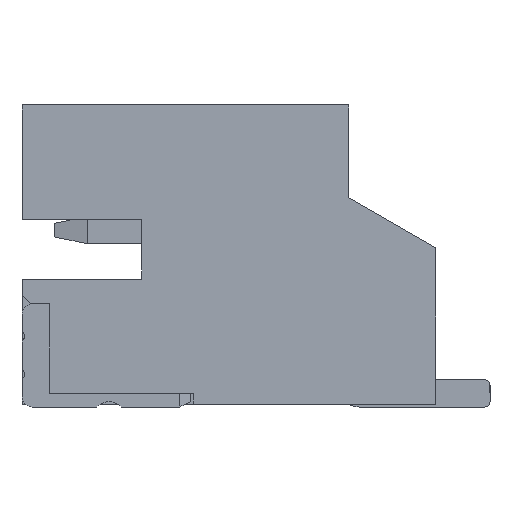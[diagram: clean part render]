
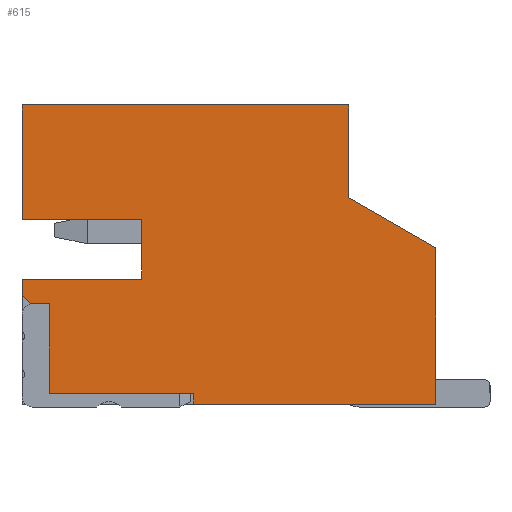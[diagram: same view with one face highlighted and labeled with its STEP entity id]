
A CAD part, left-side view. The second image highlights one B-rep face of the part: STEP entity #615.
In plain terms, the highlighted planar face has unit normal (-1, 0, 0).
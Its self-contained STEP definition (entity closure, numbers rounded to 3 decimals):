
#16 = DIRECTION ( 'NONE',  ( 0., -0.866, -0.5 ) ) ;
#96 = EDGE_CURVE ( 'NONE', #2187, #3096, #14833, .T. ) ;
#115 = LINE ( 'NONE', #9196, #15617 ) ;
#496 = CARTESIAN_POINT ( 'NONE',  ( -15.338, 8.242, 8.166 ) ) ;
#547 = ORIENTED_EDGE ( 'NONE', *, *, #8329, .T. ) ;
#615 = ADVANCED_FACE ( 'NONE', ( #16938 ), #5704, .F. ) ;
#735 = ORIENTED_EDGE ( 'NONE', *, *, #17341, .F. ) ;
#855 = VECTOR ( 'NONE', #2564, 1000. ) ;
#1055 = VECTOR ( 'NONE', #7075, 1000. ) ;
#1090 = VECTOR ( 'NONE', #16017, 1000. ) ;
#1208 = CARTESIAN_POINT ( 'NONE',  ( -15.338, 7.592, 7.816 ) ) ;
#1240 = CARTESIAN_POINT ( 'NONE',  ( -15.338, 7.592, 7.516 ) ) ;
#1608 = DIRECTION ( 'NONE',  ( 0., 0., -1. ) ) ;
#1780 = CARTESIAN_POINT ( 'NONE',  ( -15.338, 7.592, 5.816 ) ) ;
#2037 = LINE ( 'NONE', #8996, #9994 ) ;
#2187 = VERTEX_POINT ( 'NONE', #2671 ) ;
#2215 = CARTESIAN_POINT ( 'NONE',  ( -15.338, 4.442, 5.516 ) ) ;
#2267 = VERTEX_POINT ( 'NONE', #6930 ) ;
#2485 = VERTEX_POINT ( 'NONE', #4837 ) ;
#2564 = DIRECTION ( 'NONE',  ( 0., -1., 0. ) ) ;
#2671 = CARTESIAN_POINT ( 'NONE',  ( -15.338, 5.392, 7.816 ) ) ;
#2682 = VECTOR ( 'NONE', #5298, 1000. ) ;
#2939 = CARTESIAN_POINT ( 'NONE',  ( -15.338, 5.392, 5.716 ) ) ;
#3096 = VERTEX_POINT ( 'NONE', #4705 ) ;
#3125 = ORIENTED_EDGE ( 'NONE', *, *, #3663, .F. ) ;
#3126 = DIRECTION ( 'NONE',  ( 1., 0., 0. ) ) ;
#3226 = EDGE_CURVE ( 'NONE', #2267, #12507, #15127, .T. ) ;
#3424 = DIRECTION ( 'NONE',  ( 0., 1., 0. ) ) ;
#3480 = VERTEX_POINT ( 'NONE', #2215 ) ;
#3530 = ORIENTED_EDGE ( 'NONE', *, *, #8693, .F. ) ;
#3534 = CARTESIAN_POINT ( 'NONE',  ( -15.338, -0.008, 8.392 ) ) ;
#3657 = VERTEX_POINT ( 'NONE', #1208 ) ;
#3663 = EDGE_CURVE ( 'NONE', #3657, #2187, #10908, .T. ) ;
#3709 = DIRECTION ( 'NONE',  ( 0., 0., -1. ) ) ;
#3827 = CARTESIAN_POINT ( 'NONE',  ( -15.338, 5.392, 7.366 ) ) ;
#3909 = VECTOR ( 'NONE', #12007, 1000. ) ;
#4278 = ORIENTED_EDGE ( 'NONE', *, *, #15497, .F. ) ;
#4705 = CARTESIAN_POINT ( 'NONE',  ( -15.338, 5.392, 8.916 ) ) ;
#4837 = CARTESIAN_POINT ( 'NONE',  ( -15.338, 1.592, 9.316 ) ) ;
#4930 = VECTOR ( 'NONE', #3424, 1000. ) ;
#5193 = CARTESIAN_POINT ( 'NONE',  ( -15.338, 1.592, 9.316 ) ) ;
#5298 = DIRECTION ( 'NONE',  ( 0., 0., -1. ) ) ;
#5333 = VERTEX_POINT ( 'NONE', #10078 ) ;
#5365 = ORIENTED_EDGE ( 'NONE', *, *, #14101, .T. ) ;
#5704 = PLANE ( 'NONE',  #6748 ) ;
#6229 = VERTEX_POINT ( 'NONE', #12519 ) ;
#6283 = DIRECTION ( 'NONE',  ( 0., 0., 1. ) ) ;
#6451 = VECTOR ( 'NONE', #16473, 1000. ) ;
#6565 = ORIENTED_EDGE ( 'NONE', *, *, #17244, .F. ) ;
#6662 = CARTESIAN_POINT ( 'NONE',  ( -15.338, 7.592, 11.016 ) ) ;
#6748 = AXIS2_PLACEMENT_3D ( 'NONE', #15052, #3126, #1608 ) ;
#6769 = VECTOR ( 'NONE', #16, 1000. ) ;
#6840 = ORIENTED_EDGE ( 'NONE', *, *, #9243, .F. ) ;
#6930 = CARTESIAN_POINT ( 'NONE',  ( -15.338, 7.592, 11.016 ) ) ;
#7075 = DIRECTION ( 'NONE',  ( 0., -1., 0. ) ) ;
#7579 = ORIENTED_EDGE ( 'NONE', *, *, #13196, .F. ) ;
#8160 = ORIENTED_EDGE ( 'NONE', *, *, #10770, .T. ) ;
#8233 = VERTEX_POINT ( 'NONE', #3534 ) ;
#8329 = EDGE_CURVE ( 'NONE', #16919, #3480, #16897, .T. ) ;
#8348 = EDGE_CURVE ( 'NONE', #5333, #14018, #16491, .T. ) ;
#8634 = VERTEX_POINT ( 'NONE', #8877 ) ;
#8693 = EDGE_CURVE ( 'NONE', #3096, #15268, #2037, .T. ) ;
#8836 = VECTOR ( 'NONE', #8930, 1000. ) ;
#8877 = CARTESIAN_POINT ( 'NONE',  ( -15.338, 7.442, 7.366 ) ) ;
#8930 = DIRECTION ( 'NONE',  ( 0., 0., -1. ) ) ;
#8996 = CARTESIAN_POINT ( 'NONE',  ( -15.338, 5.392, 8.916 ) ) ;
#9031 = CARTESIAN_POINT ( 'NONE',  ( -15.338, 4.442, 11.016 ) ) ;
#9096 = CARTESIAN_POINT ( 'NONE',  ( -15.338, -0.008, 8.392 ) ) ;
#9196 = CARTESIAN_POINT ( 'NONE',  ( -15.338, 7.592, 8.916 ) ) ;
#9243 = EDGE_CURVE ( 'NONE', #12507, #2485, #15420, .T. ) ;
#9325 = EDGE_CURVE ( 'NONE', #8634, #5333, #10168, .T. ) ;
#9378 = CARTESIAN_POINT ( 'NONE',  ( -15.338, 7.592, 8.916 ) ) ;
#9419 = CARTESIAN_POINT ( 'NONE',  ( -15.338, 4.442, 5.716 ) ) ;
#9788 = VECTOR ( 'NONE', #6283, 1000. ) ;
#9942 = ORIENTED_EDGE ( 'NONE', *, *, #96, .F. ) ;
#9994 = VECTOR ( 'NONE', #13034, 1000. ) ;
#10078 = CARTESIAN_POINT ( 'NONE',  ( -15.338, 7.092, 7.366 ) ) ;
#10168 = LINE ( 'NONE', #3827, #3909 ) ;
#10195 = LINE ( 'NONE', #1780, #9788 ) ;
#10483 = CARTESIAN_POINT ( 'NONE',  ( -15.338, 7.092, 11.016 ) ) ;
#10648 = CARTESIAN_POINT ( 'NONE',  ( -15.338, 7.092, 5.716 ) ) ;
#10770 = EDGE_CURVE ( 'NONE', #16229, #8634, #14535, .T. ) ;
#10908 = LINE ( 'NONE', #13088, #855 ) ;
#10979 = VECTOR ( 'NONE', #12505, 1000. ) ;
#11315 = CARTESIAN_POINT ( 'NONE',  ( -15.338, 5.392, 7.816 ) ) ;
#11427 = VECTOR ( 'NONE', #15695, 1000. ) ;
#11520 = LINE ( 'NONE', #2939, #1055 ) ;
#11575 = LINE ( 'NONE', #5193, #6769 ) ;
#12007 = DIRECTION ( 'NONE',  ( 0., -1., 0. ) ) ;
#12505 = DIRECTION ( 'NONE',  ( 0., -0.707, -0.707 ) ) ;
#12507 = VERTEX_POINT ( 'NONE', #13646 ) ;
#12519 = CARTESIAN_POINT ( 'NONE',  ( -15.338, -0.008, 5.516 ) ) ;
#13034 = DIRECTION ( 'NONE',  ( 0., 1., 0. ) ) ;
#13088 = CARTESIAN_POINT ( 'NONE',  ( -15.338, 7.592, 7.816 ) ) ;
#13196 = EDGE_CURVE ( 'NONE', #8233, #6229, #16787, .T. ) ;
#13344 = VECTOR ( 'NONE', #3709, 1000. ) ;
#13646 = CARTESIAN_POINT ( 'NONE',  ( -15.338, 1.592, 11.016 ) ) ;
#14018 = VERTEX_POINT ( 'NONE', #10648 ) ;
#14101 = EDGE_CURVE ( 'NONE', #14018, #16919, #11520, .T. ) ;
#14447 = DIRECTION ( 'NONE',  ( 0., 0., 1. ) ) ;
#14535 = LINE ( 'NONE', #496, #10979 ) ;
#14833 = LINE ( 'NONE', #11315, #6451 ) ;
#15052 = CARTESIAN_POINT ( 'NONE',  ( -15.338, 5.392, 11.016 ) ) ;
#15127 = LINE ( 'NONE', #6662, #1090 ) ;
#15268 = VERTEX_POINT ( 'NONE', #9378 ) ;
#15276 = ORIENTED_EDGE ( 'NONE', *, *, #16162, .F. ) ;
#15420 = LINE ( 'NONE', #15530, #11427 ) ;
#15497 = EDGE_CURVE ( 'NONE', #16229, #3657, #10195, .T. ) ;
#15530 = CARTESIAN_POINT ( 'NONE',  ( -15.338, 1.592, 11.016 ) ) ;
#15581 = LINE ( 'NONE', #16758, #4930 ) ;
#15617 = VECTOR ( 'NONE', #14447, 1000. ) ;
#15695 = DIRECTION ( 'NONE',  ( 0., 0., -1. ) ) ;
#15888 = ORIENTED_EDGE ( 'NONE', *, *, #3226, .F. ) ;
#16017 = DIRECTION ( 'NONE',  ( 0., -1., 0. ) ) ;
#16114 = ORIENTED_EDGE ( 'NONE', *, *, #8348, .T. ) ;
#16162 = EDGE_CURVE ( 'NONE', #15268, #2267, #115, .T. ) ;
#16226 = EDGE_LOOP ( 'NONE', ( #5365, #547, #6565, #7579, #735, #6840, #15888, #15276, #3530, #9942, #3125, #4278, #8160, #16726, #16114 ) ) ;
#16229 = VERTEX_POINT ( 'NONE', #1240 ) ;
#16473 = DIRECTION ( 'NONE',  ( 0., 0., 1. ) ) ;
#16491 = LINE ( 'NONE', #10483, #13344 ) ;
#16726 = ORIENTED_EDGE ( 'NONE', *, *, #9325, .T. ) ;
#16758 = CARTESIAN_POINT ( 'NONE',  ( -15.338, 7.592, 5.516 ) ) ;
#16787 = LINE ( 'NONE', #9096, #8836 ) ;
#16897 = LINE ( 'NONE', #9031, #2682 ) ;
#16919 = VERTEX_POINT ( 'NONE', #9419 ) ;
#16938 = FACE_OUTER_BOUND ( 'NONE', #16226, .T. ) ;
#17244 = EDGE_CURVE ( 'NONE', #6229, #3480, #15581, .T. ) ;
#17341 = EDGE_CURVE ( 'NONE', #2485, #8233, #11575, .T. ) ;
